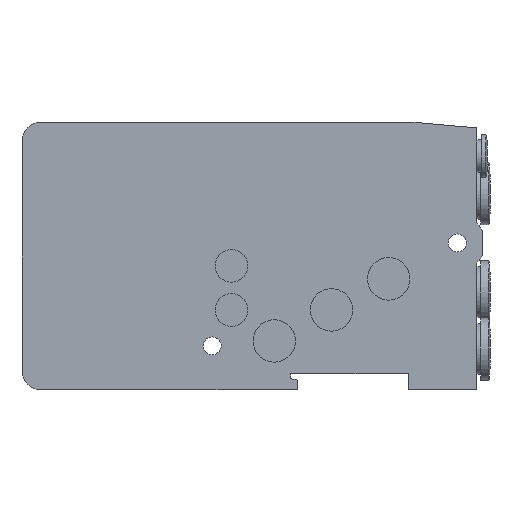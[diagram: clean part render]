
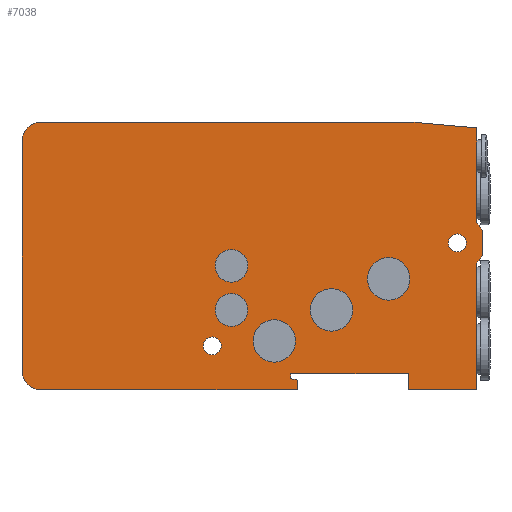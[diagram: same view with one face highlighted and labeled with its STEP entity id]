
A CAD part, front view. The second image highlights one B-rep face of the part: STEP entity #7038.
In plain terms, the highlighted planar face has unit normal (0, -1, 0).
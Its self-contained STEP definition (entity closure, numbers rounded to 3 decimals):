
#5681=CARTESIAN_POINT('',(139.2,0.,51.161));
#5682=VERTEX_POINT('',#5681);
#5699=CARTESIAN_POINT('',(139.2,0.0,80.206));
#5700=VERTEX_POINT('',#5699);
#5707=CARTESIAN_POINT('',(139.2,0.,51.161));
#5708=DIRECTION('',(0.0,0.0,1.0));
#5709=VECTOR('',#5708,29.045);
#5710=LINE('',#5707,#5709);
#5711=EDGE_CURVE('',#5682,#5700,#5710,.T.);
#6323=CARTESIAN_POINT('',(140.9,0.,41.17));
#6324=VERTEX_POINT('',#6323);
#6331=CARTESIAN_POINT('',(139.2,0.,38.839));
#6332=VERTEX_POINT('',#6331);
#6333=CARTESIAN_POINT('',(133.2,0.,45.));
#6334=DIRECTION('',(0.,1.0,0.));
#6335=DIRECTION('',(-0.698,0.,0.716));
#6336=AXIS2_PLACEMENT_3D('',#6333,#6334,#6335);
#6337=CIRCLE('',#6336,8.6);
#6338=EDGE_CURVE('',#6324,#6332,#6337,.T.);
#6355=CARTESIAN_POINT('',(140.9,0.,48.83));
#6356=VERTEX_POINT('',#6355);
#6363=CARTESIAN_POINT('',(140.9,0.,48.83));
#6364=DIRECTION('',(0.0,0.0,-1.0));
#6365=VECTOR('',#6364,7.66);
#6366=LINE('',#6363,#6365);
#6367=EDGE_CURVE('',#6356,#6324,#6366,.T.);
#6380=CARTESIAN_POINT('',(133.2,0.,45.));
#6381=DIRECTION('',(0.,1.,0.));
#6382=DIRECTION('',(-0.895,0.,-0.445));
#6383=AXIS2_PLACEMENT_3D('',#6380,#6381,#6382);
#6384=CIRCLE('',#6383,8.6);
#6385=EDGE_CURVE('',#5682,#6356,#6384,.T.);
#6410=CARTESIAN_POINT('',(139.2,0.,0.0));
#6411=VERTEX_POINT('',#6410);
#6412=CARTESIAN_POINT('',(139.2,0.,0.0));
#6413=DIRECTION('',(0.0,0.0,1.0));
#6414=VECTOR('',#6413,38.839);
#6415=LINE('',#6412,#6414);
#6416=EDGE_CURVE('',#6411,#6332,#6415,.T.);
#6504=CARTESIAN_POINT('',(83.7,0.,15.0));
#6505=VERTEX_POINT('',#6504);
#6506=CARTESIAN_POINT('',(77.2,0.,15.0));
#6507=DIRECTION('',(0.0,1.0,0.0));
#6508=DIRECTION('',(-1.0,0.0,0.0));
#6509=AXIS2_PLACEMENT_3D('',#6506,#6507,#6508);
#6510=CIRCLE('',#6509,6.5);
#6511=EDGE_CURVE('',#6505,#6505,#6510,.T.);
#6541=CARTESIAN_POINT('',(118.7,0.,34.0));
#6542=VERTEX_POINT('',#6541);
#6543=CARTESIAN_POINT('',(112.2,0.,34.0));
#6544=DIRECTION('',(0.0,1.0,0.0));
#6545=DIRECTION('',(-1.0,0.0,0.0));
#6546=AXIS2_PLACEMENT_3D('',#6543,#6544,#6545);
#6547=CIRCLE('',#6546,6.5);
#6548=EDGE_CURVE('',#6542,#6542,#6547,.T.);
#6578=CARTESIAN_POINT('',(101.2,0.,24.5));
#6579=VERTEX_POINT('',#6578);
#6580=CARTESIAN_POINT('',(94.7,0.,24.5));
#6581=DIRECTION('',(0.0,1.0,0.0));
#6582=DIRECTION('',(-1.0,0.0,0.0));
#6583=AXIS2_PLACEMENT_3D('',#6580,#6581,#6582);
#6584=CIRCLE('',#6583,6.5);
#6585=EDGE_CURVE('',#6579,#6579,#6584,.T.);
#6615=CARTESIAN_POINT('',(69.1,0.,24.5));
#6616=VERTEX_POINT('',#6615);
#6617=CARTESIAN_POINT('',(64.1,0.,24.5));
#6618=DIRECTION('',(0.0,1.0,0.0));
#6619=DIRECTION('',(-1.0,0.0,0.0));
#6620=AXIS2_PLACEMENT_3D('',#6617,#6618,#6619);
#6621=CIRCLE('',#6620,5.0);
#6622=EDGE_CURVE('',#6616,#6616,#6621,.T.);
#6652=CARTESIAN_POINT('',(69.1,0.,38.0));
#6653=VERTEX_POINT('',#6652);
#6654=CARTESIAN_POINT('',(64.1,0.,38.0));
#6655=DIRECTION('',(0.0,1.0,0.0));
#6656=DIRECTION('',(-1.0,0.0,0.0));
#6657=AXIS2_PLACEMENT_3D('',#6654,#6655,#6656);
#6658=CIRCLE('',#6657,5.0);
#6659=EDGE_CURVE('',#6653,#6653,#6658,.T.);
#6760=CARTESIAN_POINT('',(55.45,0.,13.5));
#6761=VERTEX_POINT('',#6760);
#6762=CARTESIAN_POINT('',(58.2,0.0,13.5));
#6763=DIRECTION('',(0.0,1.0,0.0));
#6764=DIRECTION('',(1.0,0.0,0.0));
#6765=AXIS2_PLACEMENT_3D('',#6762,#6763,#6764);
#6766=CIRCLE('',#6765,2.75);
#6767=EDGE_CURVE('',#6761,#6761,#6766,.T.);
#6862=CARTESIAN_POINT('',(130.45,0.,45.));
#6863=VERTEX_POINT('',#6862);
#6864=CARTESIAN_POINT('',(133.2,0.,45.));
#6865=DIRECTION('',(0.0,1.0,0.0));
#6866=DIRECTION('',(1.0,0.0,0.0));
#6867=AXIS2_PLACEMENT_3D('',#6864,#6865,#6866);
#6868=CIRCLE('',#6867,2.75);
#6869=EDGE_CURVE('',#6863,#6863,#6868,.T.);
#6882=CARTESIAN_POINT('',(0.0,0.,76.));
#6883=VERTEX_POINT('',#6882);
#6884=CARTESIAN_POINT('',(6.,0.,82.));
#6885=VERTEX_POINT('',#6884);
#6886=CARTESIAN_POINT('',(6.,0.,76.));
#6887=DIRECTION('',(0.0,1.0,0.0));
#6888=DIRECTION('',(-0.707,0.0,0.707));
#6889=AXIS2_PLACEMENT_3D('',#6886,#6887,#6888);
#6890=CIRCLE('',#6889,6.0);
#6891=EDGE_CURVE('',#6883,#6885,#6890,.T.);
#6919=CARTESIAN_POINT('',(0.0,0.,0.0));
#6920=DIRECTION('',(0.0,-1.0,0.0));
#6921=DIRECTION('',(0.0,0.0,-1.0));
#6922=AXIS2_PLACEMENT_3D('',#6919,#6920,#6921);
#6923=PLANE('',#6922);
#6924=ORIENTED_EDGE('',*,*,#6891,.F.);
#6925=CARTESIAN_POINT('',(0.0,0.,6.));
#6926=VERTEX_POINT('',#6925);
#6927=CARTESIAN_POINT('',(0.0,0.,76.));
#6928=DIRECTION('',(0.0,0.0,-1.0));
#6929=VECTOR('',#6928,70.);
#6930=LINE('',#6927,#6929);
#6931=EDGE_CURVE('',#6883,#6926,#6930,.T.);
#6932=ORIENTED_EDGE('',*,*,#6931,.T.);
#6933=CARTESIAN_POINT('',(6.,0.,0.0));
#6934=VERTEX_POINT('',#6933);
#6935=CARTESIAN_POINT('',(6.,0.,6.));
#6936=DIRECTION('',(0.0,1.0,0.0));
#6937=DIRECTION('',(-0.707,0.0,-0.707));
#6938=AXIS2_PLACEMENT_3D('',#6935,#6936,#6937);
#6939=CIRCLE('',#6938,6.);
#6940=EDGE_CURVE('',#6934,#6926,#6939,.T.);
#6941=ORIENTED_EDGE('',*,*,#6940,.F.);
#6942=CARTESIAN_POINT('',(84.2,0.,0.));
#6943=VERTEX_POINT('',#6942);
#6944=CARTESIAN_POINT('',(84.2,0.,0.0));
#6945=DIRECTION('',(-1.0,0.0,0.0));
#6946=VECTOR('',#6945,78.2);
#6947=LINE('',#6944,#6946);
#6948=EDGE_CURVE('',#6943,#6934,#6947,.T.);
#6949=ORIENTED_EDGE('',*,*,#6948,.F.);
#6950=CARTESIAN_POINT('',(84.2,0.,3.));
#6951=VERTEX_POINT('',#6950);
#6952=CARTESIAN_POINT('',(84.2,0.,0.0));
#6953=DIRECTION('',(0.0,0.0,1.0));
#6954=VECTOR('',#6953,3.);
#6955=LINE('',#6952,#6954);
#6956=EDGE_CURVE('',#6943,#6951,#6955,.T.);
#6957=ORIENTED_EDGE('',*,*,#6956,.T.);
#6958=CARTESIAN_POINT('',(82.2,0.,3.536));
#6959=VERTEX_POINT('',#6958);
#6960=CARTESIAN_POINT('',(84.2,0.,3.));
#6961=DIRECTION('',(-0.966,0.,0.259));
#6962=VECTOR('',#6961,2.071);
#6963=LINE('',#6960,#6962);
#6964=EDGE_CURVE('',#6951,#6959,#6963,.T.);
#6965=ORIENTED_EDGE('',*,*,#6964,.T.);
#6966=CARTESIAN_POINT('',(82.2,0.,5.));
#6967=VERTEX_POINT('',#6966);
#6968=CARTESIAN_POINT('',(82.2,0.,3.536));
#6969=DIRECTION('',(0.0,0.0,1.0));
#6970=VECTOR('',#6969,1.464);
#6971=LINE('',#6968,#6970);
#6972=EDGE_CURVE('',#6959,#6967,#6971,.T.);
#6973=ORIENTED_EDGE('',*,*,#6972,.T.);
#6974=CARTESIAN_POINT('',(118.2,0.,5.));
#6975=VERTEX_POINT('',#6974);
#6976=CARTESIAN_POINT('',(82.2,0.,5.));
#6977=DIRECTION('',(1.0,0.0,0.0));
#6978=VECTOR('',#6977,36.0);
#6979=LINE('',#6976,#6978);
#6980=EDGE_CURVE('',#6967,#6975,#6979,.T.);
#6981=ORIENTED_EDGE('',*,*,#6980,.T.);
#6982=CARTESIAN_POINT('',(118.2,0.,0.));
#6983=VERTEX_POINT('',#6982);
#6984=CARTESIAN_POINT('',(118.2,0.,5.));
#6985=DIRECTION('',(0.0,0.0,-1.0));
#6986=VECTOR('',#6985,5.);
#6987=LINE('',#6984,#6986);
#6988=EDGE_CURVE('',#6975,#6983,#6987,.T.);
#6989=ORIENTED_EDGE('',*,*,#6988,.T.);
#6990=CARTESIAN_POINT('',(139.2,0.,0.0));
#6991=DIRECTION('',(-1.0,0.0,0.0));
#6992=VECTOR('',#6991,21.);
#6993=LINE('',#6990,#6992);
#6994=EDGE_CURVE('',#6411,#6983,#6993,.T.);
#6995=ORIENTED_EDGE('',*,*,#6994,.F.);
#6996=ORIENTED_EDGE('',*,*,#6416,.T.);
#6997=ORIENTED_EDGE('',*,*,#6338,.F.);
#6998=ORIENTED_EDGE('',*,*,#6367,.F.);
#6999=ORIENTED_EDGE('',*,*,#6385,.F.);
#7000=ORIENTED_EDGE('',*,*,#5711,.T.);
#7001=CARTESIAN_POINT('',(118.7,0.,82.));
#7002=VERTEX_POINT('',#7001);
#7003=CARTESIAN_POINT('',(139.2,0.0,80.206));
#7004=DIRECTION('',(-0.996,0.,0.087));
#7005=VECTOR('',#7004,20.578);
#7006=LINE('',#7003,#7005);
#7007=EDGE_CURVE('',#5700,#7002,#7006,.T.);
#7008=ORIENTED_EDGE('',*,*,#7007,.T.);
#7009=CARTESIAN_POINT('',(6.,0.,82.));
#7010=DIRECTION('',(1.0,0.0,0.0));
#7011=VECTOR('',#7010,112.7);
#7012=LINE('',#7009,#7011);
#7013=EDGE_CURVE('',#6885,#7002,#7012,.T.);
#7014=ORIENTED_EDGE('',*,*,#7013,.F.);
#7015=EDGE_LOOP('',(#6924,#6932,#6941,#6949,#6957,#6965,#6973,#6981,#6989,#6995,#6996,#6997,#6998,#6999,#7000,#7008,#7014));
#7016=FACE_OUTER_BOUND('',#7015,.T.);
#7017=ORIENTED_EDGE('',*,*,#6511,.T.);
#7018=EDGE_LOOP('',(#7017));
#7019=FACE_BOUND('',#7018,.T.);
#7020=ORIENTED_EDGE('',*,*,#6548,.T.);
#7021=EDGE_LOOP('',(#7020));
#7022=FACE_BOUND('',#7021,.T.);
#7023=ORIENTED_EDGE('',*,*,#6585,.T.);
#7024=EDGE_LOOP('',(#7023));
#7025=FACE_BOUND('',#7024,.T.);
#7026=ORIENTED_EDGE('',*,*,#6622,.T.);
#7027=EDGE_LOOP('',(#7026));
#7028=FACE_BOUND('',#7027,.T.);
#7029=ORIENTED_EDGE('',*,*,#6659,.T.);
#7030=EDGE_LOOP('',(#7029));
#7031=FACE_BOUND('',#7030,.T.);
#7032=ORIENTED_EDGE('',*,*,#6767,.T.);
#7033=EDGE_LOOP('',(#7032));
#7034=FACE_BOUND('',#7033,.T.);
#7035=ORIENTED_EDGE('',*,*,#6869,.T.);
#7036=EDGE_LOOP('',(#7035));
#7037=FACE_BOUND('',#7036,.T.);
#7038=ADVANCED_FACE('',(#7016,#7019,#7022,#7025,#7028,#7031,#7034,#7037),#6923,.T.);
